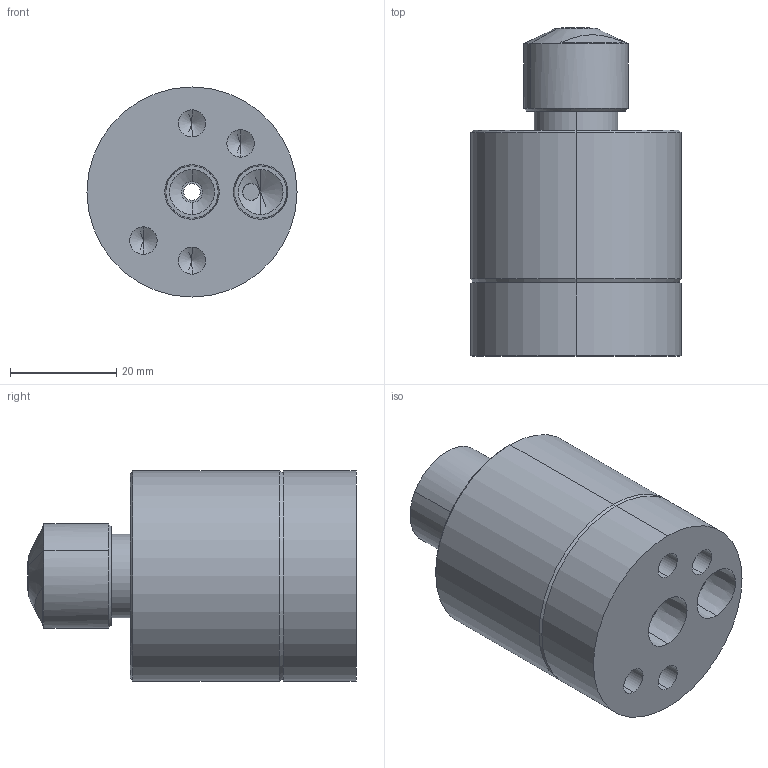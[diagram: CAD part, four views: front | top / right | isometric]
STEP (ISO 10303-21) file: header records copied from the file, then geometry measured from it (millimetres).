
FILE_DESCRIPTION (( 'STEP AP214' ), '1' );
FILE_NAME ('CTSC-001627.STEP', '2024-12-30T15:26:33', ( '' ), ( '' ), 'SwSTEP 2.0', 'SolidWorks 2023', '' );
FILE_SCHEMA (( 'AUTOMOTIVE_DESIGN' ));
Length unit declared in the file: inch
Products named in the file (1): CTSC-001627
Bounding box: 39.62 x 61.9 x 39.62 mm (x, y, z)
Volume: 54141.3 mm3; surface area: 12936.4 mm2
Topology: 1 solids, 4 shells, 102 faces, 229 edges, 139 vertices
Faces by surface type: cylinder 39, cone 29, plane 29, torus 5
Entity records: 3990 total; most frequent: CARTESIAN_POINT 563, DIRECTION 532, ORIENTED_EDGE 438, AXIS2_PLACEMENT_3D 220, EDGE_CURVE 219, VERTEX_POINT 139, EDGE_LOOP 124, CIRCLE 117
